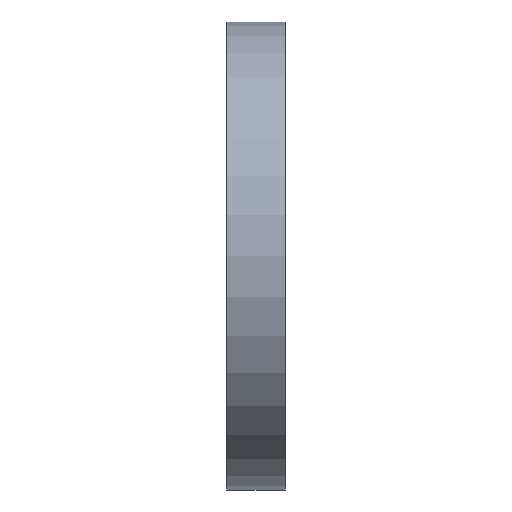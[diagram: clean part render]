
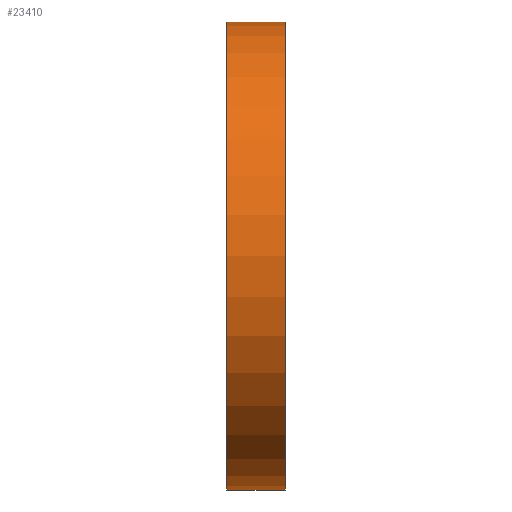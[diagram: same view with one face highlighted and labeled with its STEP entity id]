
A CAD part, left-side view. The second image highlights one B-rep face of the part: STEP entity #23410.
In plain terms, the highlighted cylindrical face has radius 38.1 mm (diameter 76.2 mm), a partial arc.
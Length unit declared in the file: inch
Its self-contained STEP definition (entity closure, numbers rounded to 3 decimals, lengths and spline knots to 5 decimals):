
#881 = CARTESIAN_POINT ( 'NONE',  ( -2.55006, 0.375, 0. ) ) ;
#2657 = CARTESIAN_POINT ( 'NONE',  ( -2.55006, 0.375, -1.5 ) ) ;
#2751 = DIRECTION ( 'NONE',  ( 0., -1., 0. ) ) ;
#2970 = DIRECTION ( 'NONE',  ( 0., 0., 1. ) ) ;
#3108 = VECTOR ( 'NONE', #2751, 39.37008 ) ;
#3546 = DIRECTION ( 'NONE',  ( 0., 1., 0. ) ) ;
#4977 = CARTESIAN_POINT ( 'NONE',  ( -2.55006, 0.375, -1.5 ) ) ;
#5179 = VECTOR ( 'NONE', #10115, 39.37008 ) ;
#5584 = ORIENTED_EDGE ( 'NONE', *, *, #21064, .T. ) ;
#5849 = LINE ( 'NONE', #12224, #5179 ) ;
#6069 = VERTEX_POINT ( 'NONE', #16542 ) ;
#7489 = EDGE_CURVE ( 'NONE', #13244, #23641, #12106, .T. ) ;
#10115 = DIRECTION ( 'NONE',  ( 0., -1., 0. ) ) ;
#10150 = DIRECTION ( 'NONE',  ( 0., 0., -1. ) ) ;
#11736 = AXIS2_PLACEMENT_3D ( 'NONE', #16152, #3546, #18310 ) ;
#12004 = ORIENTED_EDGE ( 'NONE', *, *, #7489, .F. ) ;
#12106 = CIRCLE ( 'NONE', #14292, 1.5 ) ;
#12224 = CARTESIAN_POINT ( 'NONE',  ( -2.55006, 0.375, 1.5 ) ) ;
#12311 = ORIENTED_EDGE ( 'NONE', *, *, #20599, .F. ) ;
#13244 = VERTEX_POINT ( 'NONE', #4977 ) ;
#14283 = LINE ( 'NONE', #2657, #3108 ) ;
#14292 = AXIS2_PLACEMENT_3D ( 'NONE', #881, #15562, #2970 ) ;
#14355 = DIRECTION ( 'NONE',  ( 0., -1., 0. ) ) ;
#14377 = CARTESIAN_POINT ( 'NONE',  ( -2.55006, 0., -1.5 ) ) ;
#15562 = DIRECTION ( 'NONE',  ( 0., 1., 0. ) ) ;
#16152 = CARTESIAN_POINT ( 'NONE',  ( -2.55006, 0., 0. ) ) ;
#16542 = CARTESIAN_POINT ( 'NONE',  ( -2.55006, 0., 1.5 ) ) ;
#16639 = CYLINDRICAL_SURFACE ( 'NONE', #20922, 1.5 ) ;
#17231 = CARTESIAN_POINT ( 'NONE',  ( -2.55006, 0.375, 1.5 ) ) ;
#17304 = FACE_OUTER_BOUND ( 'NONE', #25887, .T. ) ;
#18310 = DIRECTION ( 'NONE',  ( 0., 0., 1. ) ) ;
#18552 = CARTESIAN_POINT ( 'NONE',  ( -2.55006, 0.375, 0. ) ) ;
#19335 = CIRCLE ( 'NONE', #11736, 1.5 ) ;
#20384 = ORIENTED_EDGE ( 'NONE', *, *, #24253, .T. ) ;
#20599 = EDGE_CURVE ( 'NONE', #23641, #6069, #5849, .T. ) ;
#20922 = AXIS2_PLACEMENT_3D ( 'NONE', #18552, #14355, #10150 ) ;
#21064 = EDGE_CURVE ( 'NONE', #22923, #6069, #19335, .T. ) ;
#22923 = VERTEX_POINT ( 'NONE', #14377 ) ;
#23410 = ADVANCED_FACE ( 'NONE', ( #17304 ), #16639, .T. ) ;
#23641 = VERTEX_POINT ( 'NONE', #17231 ) ;
#24253 = EDGE_CURVE ( 'NONE', #13244, #22923, #14283, .T. ) ;
#25887 = EDGE_LOOP ( 'NONE', ( #5584, #12311, #12004, #20384 ) ) ;
